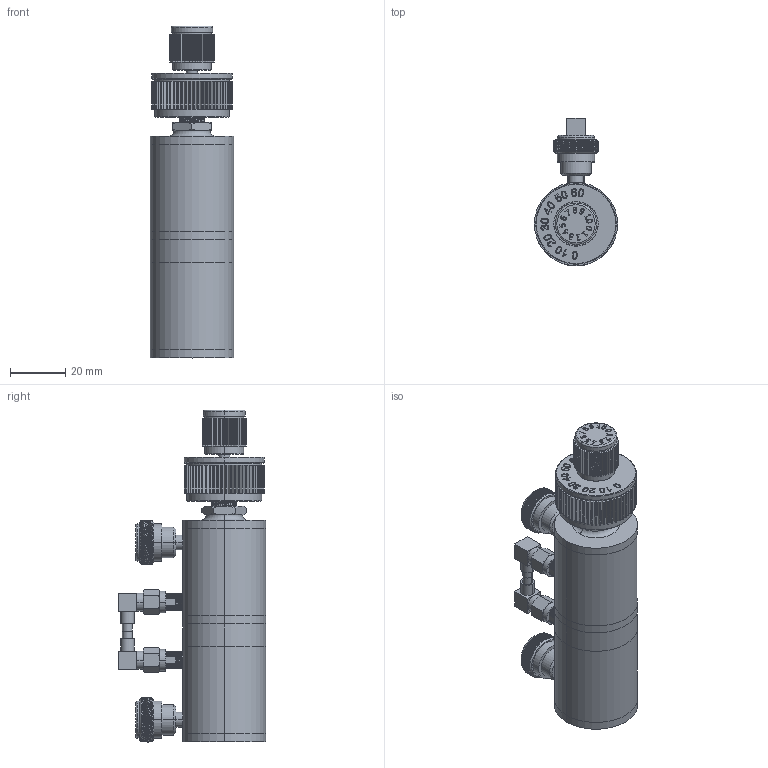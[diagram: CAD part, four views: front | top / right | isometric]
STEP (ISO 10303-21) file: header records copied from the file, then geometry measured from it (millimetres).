
FILE_DESCRIPTION (( 'STEP AP214' ), '1' );
FILE_NAME ('FMAT7440N-70_3D.step', '2024-03-28T16:13:19', ( '' ), ( '' ), 'SwSTEP 2.0', 'SolidWorks 2022', '' );
FILE_SCHEMA (( 'AUTOMOTIVE_DESIGN' ));
Length unit declared in the file: millimetre
Products named in the file (8): Copy of RSA_KNOB-1_MA2^FMAT7440N-70; Copy of RSA_SMAF_S_MA6^FMAT7440N-70; Copy of RSA_KNOB_MA2^FMAT7440N-70; Copy of RSA-NUT TYPE CONNECTOR_MA1^FMAT7440N-70; Copy of RSA_N-F_MA4^FMAT7440N-70; Copy of RSA_BODY_1_MA2^FMAT7440N-70; FMAT7440N-70_3D; Copy of RSA_NUT_MA1^FMAT7440N-70
Assembly tree (10 placements, depth 2):
  FMAT7440N-70_3D
    Copy of RSA_BODY_1_MA2^FMAT7440N-70
    Copy of RSA_N-F_MA4^FMAT7440N-70  x2
    Copy of RSA_SMAF_S_MA6^FMAT7440N-70  x2
    Copy of RSA-NUT TYPE CONNECTOR_MA1^FMAT7440N-70  x2
    Copy of RSA_KNOB-1_MA2^FMAT7440N-70
    Copy of RSA_KNOB_MA2^FMAT7440N-70
    Copy of RSA_NUT_MA1^FMAT7440N-70
Bounding box: 30 x 53.3 x 119.82 mm (x, y, z)
Volume: 76654.5 mm3; surface area: 27060.7 mm2
Topology: 16 solids, 16 shells, 1470 faces, 3821 edges, 2446 vertices
Faces by surface type: plane 576, cylinder 415, bspline 415, cone 54, torus 10
Entity records: 117576 total; most frequent: CARTESIAN_POINT 88572, ORIENTED_EDGE 6160, DIRECTION 4308, EDGE_CURVE 3080, VERTEX_POINT 1959, LINE 1540, VECTOR 1540, AXIS2_PLACEMENT_3D 1384
